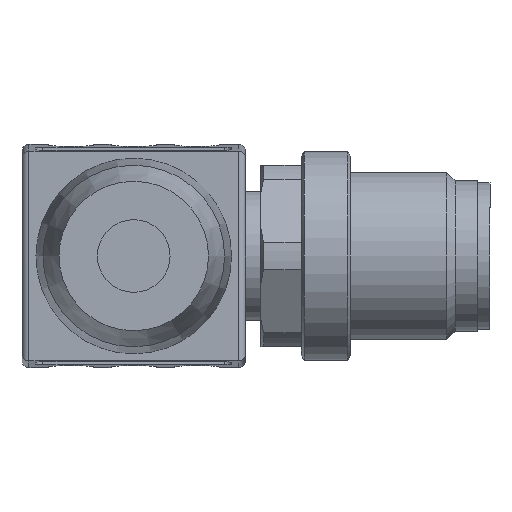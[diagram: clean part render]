
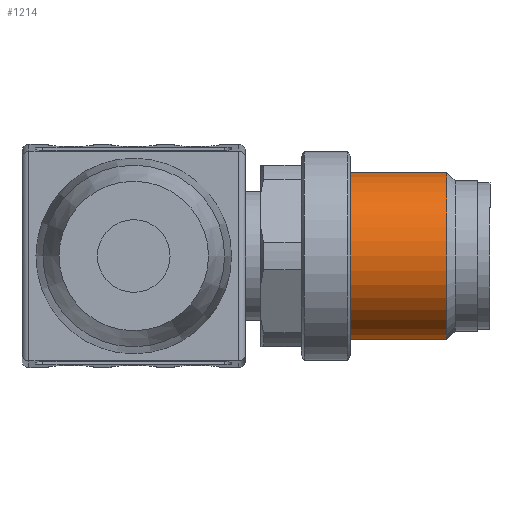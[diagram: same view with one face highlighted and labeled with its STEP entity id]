
A CAD part, left-side view. The second image highlights one B-rep face of the part: STEP entity #1214.
In plain terms, the highlighted cylindrical face has radius 6 mm (diameter 12 mm), a full revolution.
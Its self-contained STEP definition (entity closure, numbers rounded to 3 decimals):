
#962=CYLINDRICAL_SURFACE('',#4704,6.);
#1057=FACE_BOUND('',#1832,.T.);
#1058=FACE_BOUND('',#1833,.T.);
#1214=ADVANCED_FACE('',(#1057,#1058),#962,.T.);
#1832=EDGE_LOOP('',(#2584));
#1833=EDGE_LOOP('',(#2585));
#2584=ORIENTED_EDGE('',*,*,#3946,.F.);
#2585=ORIENTED_EDGE('',*,*,#3947,.T.);
#3444=VERTEX_POINT('',#7417);
#3445=VERTEX_POINT('',#7420);
#3946=EDGE_CURVE('',#3444,#3444,#4365,.T.);
#3947=EDGE_CURVE('',#3445,#3445,#4366,.T.);
#4365=CIRCLE('',#4701,6.);
#4366=CIRCLE('',#4703,6.);
#4701=AXIS2_PLACEMENT_3D('',#7416,#5546,#5547);
#4703=AXIS2_PLACEMENT_3D('',#7419,#5550,#5551);
#4704=AXIS2_PLACEMENT_3D('',#7421,#5552,#5553);
#5546=DIRECTION('',(0.,-1.,0.));
#5547=DIRECTION('',(0.5,0.,-0.866));
#5550=DIRECTION('',(0.,-1.,0.));
#5551=DIRECTION('',(0.866,0.,-0.5));
#5552=DIRECTION('',(0.,-1.,0.));
#5553=DIRECTION('',(-0.5,0.,0.866));
#7416=CARTESIAN_POINT('',(177.101,-22.4,0.));
#7417=CARTESIAN_POINT('',(180.101,-22.4,-5.196));
#7419=CARTESIAN_POINT('',(177.101,-15.5,0.));
#7420=CARTESIAN_POINT('',(182.297,-15.5,-3.));
#7421=CARTESIAN_POINT('',(177.101,-24.5,0.));
